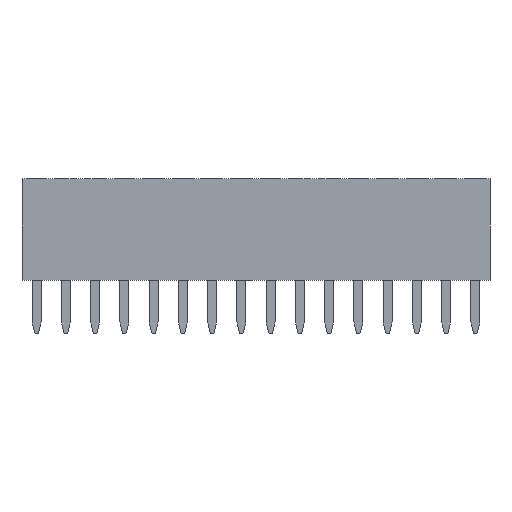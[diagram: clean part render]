
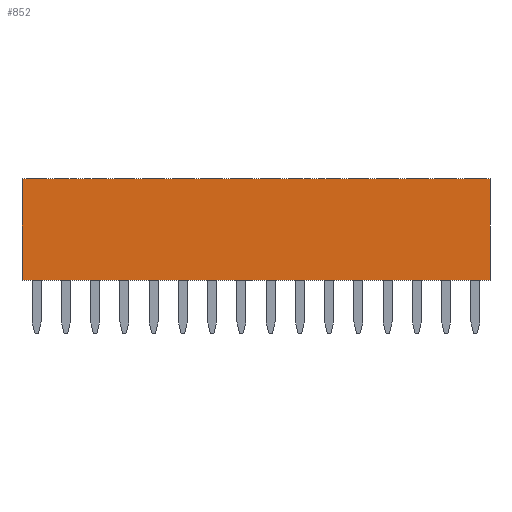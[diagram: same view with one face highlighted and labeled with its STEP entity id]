
A CAD part, front view. The second image highlights one B-rep face of the part: STEP entity #852.
In plain terms, the highlighted planar face has unit normal (0, -1, 0).
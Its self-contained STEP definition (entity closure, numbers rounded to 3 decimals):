
#852=ADVANCED_FACE('',(#9760),#9762,.T.);
#9760=FACE_BOUND('',#9761,.T.);
#9761=EDGE_LOOP('',(#16793,#16794,#16795,#16796));
#9762=PLANE('',#9763);
#9763=AXIS2_PLACEMENT_3D('',#9764,#9765,#9766);
#9764=CARTESIAN_POINT('',(-0.635,-0.9,0.));
#9765=DIRECTION('',(0.,-1.,0.));
#9766=DIRECTION('',(1.,0.,0.));
#16793=ORIENTED_EDGE('',*,*,#21748,.T.);
#16794=ORIENTED_EDGE('',*,*,#21882,.T.);
#16795=ORIENTED_EDGE('',*,*,#21883,.F.);
#16796=ORIENTED_EDGE('',*,*,#21753,.F.);
#21748=EDGE_CURVE('',#24533,#24531,#24534,.T.);
#21753=EDGE_CURVE('',#24533,#24541,#24542,.T.);
#21882=EDGE_CURVE('',#24531,#24736,#24738,.T.);
#21883=EDGE_CURVE('',#24541,#24736,#24739,.T.);
#24531=VERTEX_POINT('',#29143);
#24533=VERTEX_POINT('',#29147);
#24534=LINE('',#29148,#29149);
#24541=VERTEX_POINT('',#29165);
#24542=LINE('',#29166,#29167);
#24736=VERTEX_POINT('',#29616);
#24738=LINE('',#29620,#29621);
#24739=LINE('',#29623,#29624);
#29143=CARTESIAN_POINT('',(19.685,-0.9,0.));
#29147=CARTESIAN_POINT('',(-0.635,-0.9,0.));
#29148=CARTESIAN_POINT('',(-0.635,-0.9,0.));
#29149=VECTOR('',#29150,1.);
#29150=DIRECTION('',(1.,0.,0.));
#29165=CARTESIAN_POINT('',(-0.635,-0.9,4.4));
#29166=CARTESIAN_POINT('',(-0.635,-0.9,0.));
#29167=VECTOR('',#29168,1.);
#29168=DIRECTION('',(0.,0.,1.));
#29616=CARTESIAN_POINT('',(19.685,-0.9,4.4));
#29620=CARTESIAN_POINT('',(19.685,-0.9,0.));
#29621=VECTOR('',#29622,1.);
#29622=DIRECTION('',(0.,0.,1.));
#29623=CARTESIAN_POINT('',(-0.635,-0.9,4.4));
#29624=VECTOR('',#29625,1.);
#29625=DIRECTION('',(1.,0.,0.));
